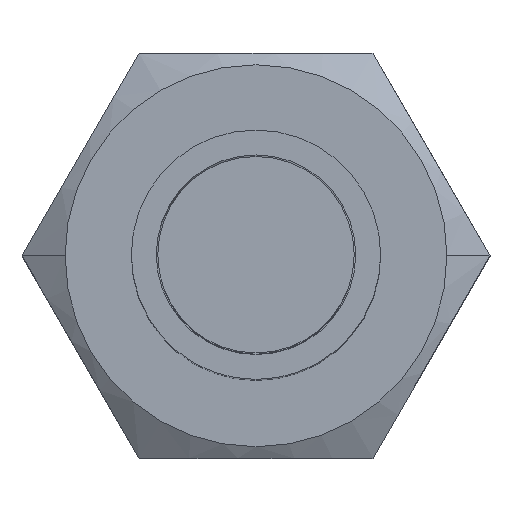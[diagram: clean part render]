
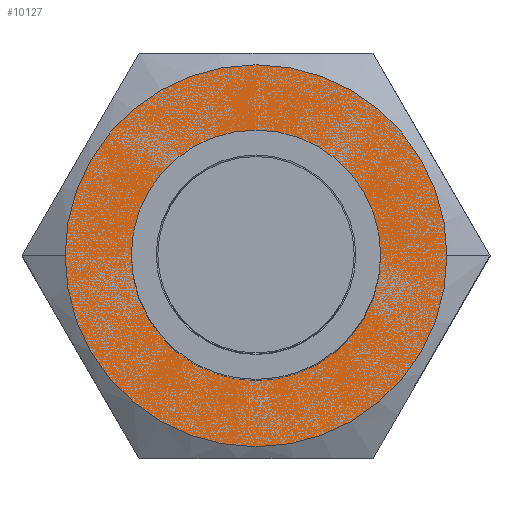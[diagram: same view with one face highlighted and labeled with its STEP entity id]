
A CAD part, top view. The second image highlights one B-rep face of the part: STEP entity #10127.
In plain terms, the highlighted planar face has unit normal (0, 0, 1).
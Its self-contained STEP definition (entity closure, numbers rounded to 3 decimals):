
#289=CARTESIAN_POINT('',(-9.409,7.841,-19.));
#290=DIRECTION('',(0.,0.,1.));
#291=DIRECTION('',(1.,0.,0.));
#292=AXIS2_PLACEMENT_3D('',#289,#290,#291);
#321=CARTESIAN_POINT('',(-9.409,7.841,-19.));
#322=DIRECTION('',(0.,0.,-1.));
#323=DIRECTION('',(1.,0.,0.));
#324=AXIS2_PLACEMENT_3D('',#321,#322,#323);
#326=CARTESIAN_POINT('',(-9.409,7.841,-19.));
#327=DIRECTION('',(0.,0.,-1.));
#328=DIRECTION('',(-1.,0.,0.));
#329=AXIS2_PLACEMENT_3D('',#326,#327,#328);
#1312=CARTESIAN_POINT('',(-9.409,7.841,-19.));
#1313=DIRECTION('',(0.,0.,1.));
#1314=DIRECTION('',(-1.,0.,0.));
#1315=AXIS2_PLACEMENT_3D('',#1312,#1313,#1314);
#7294=CARTESIAN_POINT('',(-3.284,7.841,-19.));
#7295=CARTESIAN_POINT('',(-15.534,7.841,-19.));
#7296=VERTEX_POINT('',#7294);
#7297=VERTEX_POINT('',#7295);
#7307=CARTESIAN_POINT('',(-5.409,7.841,-19.));
#7308=CARTESIAN_POINT('',(-13.409,7.841,-19.));
#7309=VERTEX_POINT('',#7307);
#7310=VERTEX_POINT('',#7308);
#10111=CARTESIAN_POINT('',(-13.162,1.341,-19.));
#10112=DIRECTION('',(0.,0.,-1.));
#10113=DIRECTION('',(-1.,0.,0.));
#10114=AXIS2_PLACEMENT_3D('',#10111,#10112,#10113);
#10115=PLANE('',#10114);
#10117=ORIENTED_EDGE('',*,*,#10116,.T.);
#10119=ORIENTED_EDGE('',*,*,#10118,.T.);
#10120=EDGE_LOOP('',(#10117,#10119));
#10121=FACE_OUTER_BOUND('',#10120,.F.);
#10122=ORIENTED_EDGE('',*,*,#10070,.T.);
#10124=ORIENTED_EDGE('',*,*,#10123,.T.);
#10125=EDGE_LOOP('',(#10122,#10124));
#10126=FACE_BOUND('',#10125,.F.);
#10127=ADVANCED_FACE('',(#10121,#10126),#10115,.F.);
#293=CIRCLE('',#292,4.);
#325=CIRCLE('',#324,6.125);
#330=CIRCLE('',#329,6.125);
#1316=CIRCLE('',#1315,4.);
#10070=EDGE_CURVE('',#7309,#7310,#293,.T.);
#10116=EDGE_CURVE('',#7296,#7297,#325,.T.);
#10118=EDGE_CURVE('',#7297,#7296,#330,.T.);
#10123=EDGE_CURVE('',#7310,#7309,#1316,.T.);
